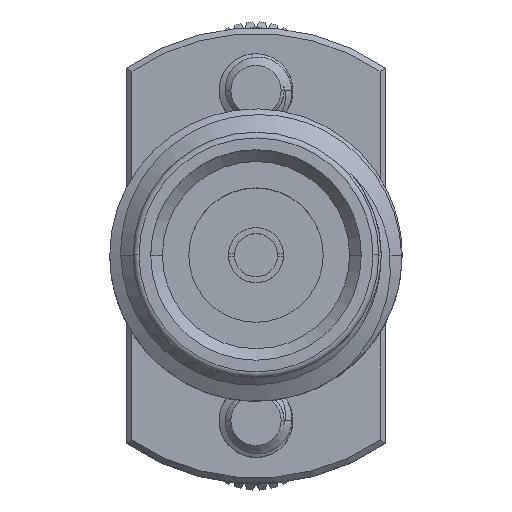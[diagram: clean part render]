
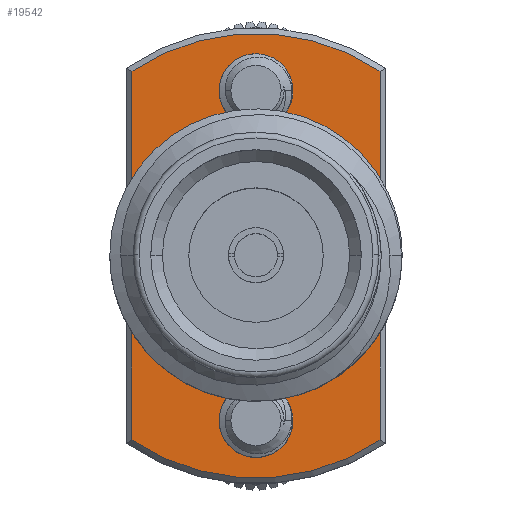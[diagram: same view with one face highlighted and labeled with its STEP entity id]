
A CAD part, top view. The second image highlights one B-rep face of the part: STEP entity #19542.
In plain terms, the highlighted planar face has unit normal (0, 0, 1).
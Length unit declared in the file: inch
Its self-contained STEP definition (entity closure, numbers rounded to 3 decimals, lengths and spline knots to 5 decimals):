
#152 = CIRCLE ( 'NONE', #20369, 0.0315 ) ;
#230 = DIRECTION ( 'NONE',  ( 0., 0., 1. ) ) ;
#432 = FACE_OUTER_BOUND ( 'NONE', #8574, .T. ) ;
#703 = CARTESIAN_POINT ( 'NONE',  ( 0.0315, -0.141, -0.374 ) ) ;
#723 = CARTESIAN_POINT ( 'NONE',  ( 0., 0., -0.374 ) ) ;
#1061 = AXIS2_PLACEMENT_3D ( 'NONE', #1412, #15754, #15892 ) ;
#1088 = CARTESIAN_POINT ( 'NONE',  ( -0.0315, -0.141, -0.374 ) ) ;
#1329 = AXIS2_PLACEMENT_3D ( 'NONE', #6995, #3202, #1994 ) ;
#1412 = CARTESIAN_POINT ( 'NONE',  ( 0., -0.141, -0.374 ) ) ;
#1518 = LINE ( 'NONE', #8781, #7310 ) ;
#1571 = PLANE ( 'NONE',  #1329 ) ;
#1723 = DIRECTION ( 'NONE',  ( -1., 0., 0. ) ) ;
#1994 = DIRECTION ( 'NONE',  ( -1., 0., 0. ) ) ;
#2486 = CARTESIAN_POINT ( 'NONE',  ( 0., 0., -0.374 ) ) ;
#2584 = CARTESIAN_POINT ( 'NONE',  ( 0.105, 0., -0.374 ) ) ;
#2722 = DIRECTION ( 'NONE',  ( -1., 0., 0. ) ) ;
#2848 = DIRECTION ( 'NONE',  ( 0., 0., 1. ) ) ;
#3202 = DIRECTION ( 'NONE',  ( 0., 0., -1. ) ) ;
#3299 = LINE ( 'NONE', #17625, #19904 ) ;
#3678 = DIRECTION ( 'NONE',  ( 1., 0., 0. ) ) ;
#3762 = EDGE_LOOP ( 'NONE', ( #4920, #14678 ) ) ;
#4102 = DIRECTION ( 'NONE',  ( 0., 1., 0. ) ) ;
#4606 = EDGE_CURVE ( 'NONE', #12420, #16980, #4978, .T. ) ;
#4780 = ORIENTED_EDGE ( 'NONE', *, *, #4606, .F. ) ;
#4892 = EDGE_CURVE ( 'NONE', #16980, #12420, #16760, .T. ) ;
#4920 = ORIENTED_EDGE ( 'NONE', *, *, #19879, .F. ) ;
#4978 = CIRCLE ( 'NONE', #18836, 0.105 ) ;
#5194 = EDGE_LOOP ( 'NONE', ( #4780, #12236 ) ) ;
#6448 = EDGE_CURVE ( 'NONE', #12575, #17455, #152, .T. ) ;
#6465 = EDGE_LOOP ( 'NONE', ( #17327, #15944 ) ) ;
#6786 = DIRECTION ( 'NONE',  ( 0., 0., 1. ) ) ;
#6980 = FACE_BOUND ( 'NONE', #6465, .T. ) ;
#6995 = CARTESIAN_POINT ( 'NONE',  ( 0., 0., -0.374 ) ) ;
#7078 = AXIS2_PLACEMENT_3D ( 'NONE', #17122, #15352, #2722 ) ;
#7116 = EDGE_CURVE ( 'NONE', #17887, #8187, #7448, .T. ) ;
#7124 = DIRECTION ( 'NONE',  ( -1., 0., 0. ) ) ;
#7192 = DIRECTION ( 'NONE',  ( 0., 0., 1. ) ) ;
#7272 = CARTESIAN_POINT ( 'NONE',  ( 0., 0.141, -0.374 ) ) ;
#7310 = VECTOR ( 'NONE', #4102, 39.37008 ) ;
#7448 = CIRCLE ( 'NONE', #7078, 0.19 ) ;
#7532 = CIRCLE ( 'NONE', #13486, 0.0315 ) ;
#7910 = AXIS2_PLACEMENT_3D ( 'NONE', #723, #15061, #14981 ) ;
#8187 = VERTEX_POINT ( 'NONE', #11810 ) ;
#8574 = EDGE_LOOP ( 'NONE', ( #10605, #9134, #19977, #20291 ) ) ;
#8596 = EDGE_CURVE ( 'NONE', #8187, #20022, #3299, .T. ) ;
#8781 = CARTESIAN_POINT ( 'NONE',  ( 0.106, 0.16032, -0.374 ) ) ;
#8917 = DIRECTION ( 'NONE',  ( 1., 0., 0. ) ) ;
#9034 = FACE_BOUND ( 'NONE', #3762, .T. ) ;
#9134 = ORIENTED_EDGE ( 'NONE', *, *, #8596, .T. ) ;
#9442 = EDGE_CURVE ( 'NONE', #15595, #17887, #1518, .T. ) ;
#9454 = VERTEX_POINT ( 'NONE', #16960 ) ;
#9504 = CIRCLE ( 'NONE', #1061, 0.0315 ) ;
#10449 = CARTESIAN_POINT ( 'NONE',  ( -0.105, 0., -0.374 ) ) ;
#10605 = ORIENTED_EDGE ( 'NONE', *, *, #7116, .T. ) ;
#11212 = CARTESIAN_POINT ( 'NONE',  ( 0., 0.141, -0.374 ) ) ;
#11516 = EDGE_CURVE ( 'NONE', #9454, #17348, #7532, .T. ) ;
#11810 = CARTESIAN_POINT ( 'NONE',  ( -0.106, 0.15768, -0.374 ) ) ;
#12236 = ORIENTED_EDGE ( 'NONE', *, *, #4892, .F. ) ;
#12420 = VERTEX_POINT ( 'NONE', #2584 ) ;
#12468 = CARTESIAN_POINT ( 'NONE',  ( 0., -0.141, -0.374 ) ) ;
#12575 = VERTEX_POINT ( 'NONE', #1088 ) ;
#12707 = DIRECTION ( 'NONE',  ( 0., -1., 0. ) ) ;
#13010 = FACE_BOUND ( 'NONE', #5194, .T. ) ;
#13486 = AXIS2_PLACEMENT_3D ( 'NONE', #7272, #18502, #8917 ) ;
#14678 = ORIENTED_EDGE ( 'NONE', *, *, #6448, .F. ) ;
#14981 = DIRECTION ( 'NONE',  ( -1., 0., 0. ) ) ;
#15061 = DIRECTION ( 'NONE',  ( 0., 0., 1. ) ) ;
#15063 = AXIS2_PLACEMENT_3D ( 'NONE', #11212, #6786, #3678 ) ;
#15352 = DIRECTION ( 'NONE',  ( 0., 0., 1. ) ) ;
#15595 = VERTEX_POINT ( 'NONE', #18963 ) ;
#15754 = DIRECTION ( 'NONE',  ( 0., 0., 1. ) ) ;
#15892 = DIRECTION ( 'NONE',  ( 1., 0., 0. ) ) ;
#15944 = ORIENTED_EDGE ( 'NONE', *, *, #19497, .F. ) ;
#16170 = CARTESIAN_POINT ( 'NONE',  ( -0.0315, 0.141, -0.374 ) ) ;
#16176 = CIRCLE ( 'NONE', #7910, 0.19 ) ;
#16399 = AXIS2_PLACEMENT_3D ( 'NONE', #2486, #7192, #7124 ) ;
#16690 = EDGE_CURVE ( 'NONE', #20022, #15595, #16176, .T. ) ;
#16760 = CIRCLE ( 'NONE', #16399, 0.105 ) ;
#16960 = CARTESIAN_POINT ( 'NONE',  ( 0.0315, 0.141, -0.374 ) ) ;
#16980 = VERTEX_POINT ( 'NONE', #10449 ) ;
#17122 = CARTESIAN_POINT ( 'NONE',  ( 0., 0., -0.374 ) ) ;
#17327 = ORIENTED_EDGE ( 'NONE', *, *, #11516, .F. ) ;
#17348 = VERTEX_POINT ( 'NONE', #16170 ) ;
#17455 = VERTEX_POINT ( 'NONE', #703 ) ;
#17625 = CARTESIAN_POINT ( 'NONE',  ( -0.106, -0.16032, -0.374 ) ) ;
#17887 = VERTEX_POINT ( 'NONE', #19816 ) ;
#18050 = CIRCLE ( 'NONE', #15063, 0.0315 ) ;
#18502 = DIRECTION ( 'NONE',  ( 0., 0., 1. ) ) ;
#18836 = AXIS2_PLACEMENT_3D ( 'NONE', #19505, #230, #1723 ) ;
#18935 = DIRECTION ( 'NONE',  ( 1., 0., 0. ) ) ;
#18963 = CARTESIAN_POINT ( 'NONE',  ( 0.106, -0.15768, -0.374 ) ) ;
#19497 = EDGE_CURVE ( 'NONE', #17348, #9454, #18050, .T. ) ;
#19505 = CARTESIAN_POINT ( 'NONE',  ( 0., 0., -0.374 ) ) ;
#19542 = ADVANCED_FACE ( 'NONE', ( #6980, #9034, #432, #13010 ), #1571, .F. ) ;
#19737 = CARTESIAN_POINT ( 'NONE',  ( -0.106, -0.15768, -0.374 ) ) ;
#19816 = CARTESIAN_POINT ( 'NONE',  ( 0.106, 0.15768, -0.374 ) ) ;
#19879 = EDGE_CURVE ( 'NONE', #17455, #12575, #9504, .T. ) ;
#19904 = VECTOR ( 'NONE', #12707, 39.37008 ) ;
#19977 = ORIENTED_EDGE ( 'NONE', *, *, #16690, .T. ) ;
#20022 = VERTEX_POINT ( 'NONE', #19737 ) ;
#20291 = ORIENTED_EDGE ( 'NONE', *, *, #9442, .T. ) ;
#20369 = AXIS2_PLACEMENT_3D ( 'NONE', #12468, #2848, #18935 ) ;
